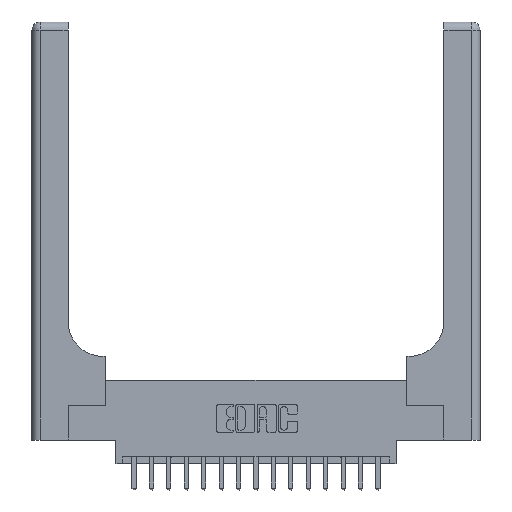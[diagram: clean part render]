
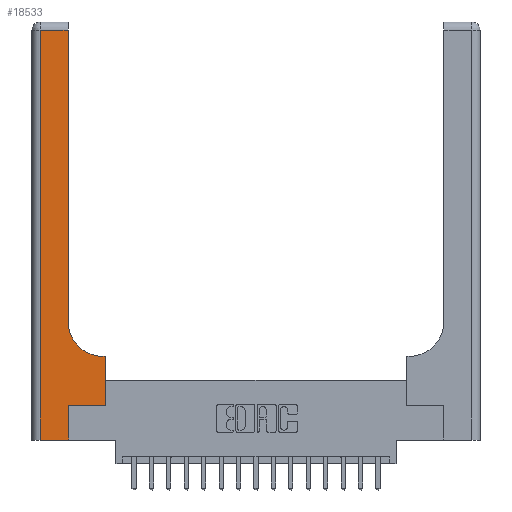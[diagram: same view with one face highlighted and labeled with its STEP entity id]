
A CAD part, top view. The second image highlights one B-rep face of the part: STEP entity #18533.
In plain terms, the highlighted planar face has unit normal (0, 0, 1).
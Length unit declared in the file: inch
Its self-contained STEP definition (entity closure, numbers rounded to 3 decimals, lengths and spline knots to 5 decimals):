
#113 = LINE ( 'NONE', #6084, #17072 ) ;
#303 = CARTESIAN_POINT ( 'NONE',  ( 0., 2.94, 0.37 ) ) ;
#342 = CARTESIAN_POINT ( 'NONE',  ( 0.06, 2.94, 0.37 ) ) ;
#360 = EDGE_CURVE ( 'NONE', #13942, #9280, #2064, .T. ) ;
#895 = CARTESIAN_POINT ( 'NONE',  ( 0.265, 0., 0.37 ) ) ;
#1107 = DIRECTION ( 'NONE',  ( 1., 0., 0. ) ) ;
#1219 = LINE ( 'NONE', #14956, #13960 ) ;
#2064 = LINE ( 'NONE', #895, #4788 ) ;
#2370 = ORIENTED_EDGE ( 'NONE', *, *, #3678, .T. ) ;
#3041 = LINE ( 'NONE', #303, #6546 ) ;
#3153 = AXIS2_PLACEMENT_3D ( 'NONE', #3882, #6924, #9932 ) ;
#3678 = EDGE_CURVE ( 'NONE', #17644, #6844, #1219, .T. ) ;
#3882 = CARTESIAN_POINT ( 'NONE',  ( 0., 3., 0.37 ) ) ;
#3905 = DIRECTION ( 'NONE',  ( 0., -1., 0. ) ) ;
#4788 = VECTOR ( 'NONE', #8030, 39.37008 ) ;
#4894 = ORIENTED_EDGE ( 'NONE', *, *, #10800, .T. ) ;
#5045 = CARTESIAN_POINT ( 'NONE',  ( 0.265, 0., 0.37 ) ) ;
#5149 = ORIENTED_EDGE ( 'NONE', *, *, #14946, .T. ) ;
#5181 = VERTEX_POINT ( 'NONE', #11817 ) ;
#5407 = CARTESIAN_POINT ( 'NONE',  ( 0.528, 0.25, 0.37 ) ) ;
#5409 = DIRECTION ( 'NONE',  ( 1., 0., 0. ) ) ;
#5892 = DIRECTION ( 'NONE',  ( 0., 1., 0. ) ) ;
#6084 = CARTESIAN_POINT ( 'NONE',  ( 0.26, 0.6, 0.37 ) ) ;
#6360 = DIRECTION ( 'NONE',  ( -1., 0., 0. ) ) ;
#6546 = VECTOR ( 'NONE', #6360, 39.37008 ) ;
#6844 = VERTEX_POINT ( 'NONE', #15182 ) ;
#6924 = DIRECTION ( 'NONE',  ( 0., 0., -1. ) ) ;
#7000 = DIRECTION ( 'NONE',  ( 1., 0., 0. ) ) ;
#7389 = EDGE_CURVE ( 'NONE', #5181, #17568, #15410, .T. ) ;
#7546 = LINE ( 'NONE', #10362, #12793 ) ;
#7731 = ORIENTED_EDGE ( 'NONE', *, *, #360, .T. ) ;
#7754 = CARTESIAN_POINT ( 'NONE',  ( 0.26, 2.94, 0.37 ) ) ;
#8030 = DIRECTION ( 'NONE',  ( 0., 1., 0. ) ) ;
#8208 = CARTESIAN_POINT ( 'NONE',  ( 0.06, 3., 0.37 ) ) ;
#8444 = VERTEX_POINT ( 'NONE', #342 ) ;
#8457 = CARTESIAN_POINT ( 'NONE',  ( 0., 0., 0.37 ) ) ;
#9280 = VERTEX_POINT ( 'NONE', #10727 ) ;
#9674 = LINE ( 'NONE', #8208, #13682 ) ;
#9742 = FACE_OUTER_BOUND ( 'NONE', #14252, .T. ) ;
#9932 = DIRECTION ( 'NONE',  ( -1., 0., 0. ) ) ;
#10121 = AXIS2_PLACEMENT_3D ( 'NONE', #15832, #14281, #5409 ) ;
#10279 = DIRECTION ( 'NONE',  ( 0., 1., 0. ) ) ;
#10362 = CARTESIAN_POINT ( 'NONE',  ( 0.26, 3., 0.37 ) ) ;
#10727 = CARTESIAN_POINT ( 'NONE',  ( 0.265, 0.25, 0.37 ) ) ;
#10800 = EDGE_CURVE ( 'NONE', #18563, #13942, #17315, .T. ) ;
#11193 = CARTESIAN_POINT ( 'NONE',  ( 0.06, 0., 0.37 ) ) ;
#11300 = EDGE_CURVE ( 'NONE', #9280, #17644, #17583, .T. ) ;
#11489 = PLANE ( 'NONE',  #3153 ) ;
#11522 = ORIENTED_EDGE ( 'NONE', *, *, #11300, .T. ) ;
#11531 = ORIENTED_EDGE ( 'NONE', *, *, #17901, .T. ) ;
#11817 = CARTESIAN_POINT ( 'NONE',  ( 0.51, 0.6, 0.37 ) ) ;
#12020 = DIRECTION ( 'NONE',  ( -1., 0., 0. ) ) ;
#12793 = VECTOR ( 'NONE', #5892, 39.37008 ) ;
#12816 = EDGE_CURVE ( 'NONE', #6844, #5181, #113, .T. ) ;
#13308 = ORIENTED_EDGE ( 'NONE', *, *, #16245, .T. ) ;
#13682 = VECTOR ( 'NONE', #3905, 39.37008 ) ;
#13942 = VERTEX_POINT ( 'NONE', #5045 ) ;
#13960 = VECTOR ( 'NONE', #10279, 39.37008 ) ;
#13984 = ORIENTED_EDGE ( 'NONE', *, *, #12816, .T. ) ;
#14165 = ORIENTED_EDGE ( 'NONE', *, *, #7389, .T. ) ;
#14252 = EDGE_LOOP ( 'NONE', ( #11531, #5149, #13308, #4894, #7731, #11522, #2370, #13984, #14165 ) ) ;
#14281 = DIRECTION ( 'NONE',  ( 0., 0., -1. ) ) ;
#14519 = VERTEX_POINT ( 'NONE', #7754 ) ;
#14564 = CARTESIAN_POINT ( 'NONE',  ( 0.26, 0.85, 0.37 ) ) ;
#14565 = CARTESIAN_POINT ( 'NONE',  ( 0.265, 0.25, 0.37 ) ) ;
#14946 = EDGE_CURVE ( 'NONE', #14519, #8444, #3041, .T. ) ;
#14956 = CARTESIAN_POINT ( 'NONE',  ( 0.528, 0.25, 0.37 ) ) ;
#15182 = CARTESIAN_POINT ( 'NONE',  ( 0.528, 0.6, 0.37 ) ) ;
#15410 = CIRCLE ( 'NONE', #10121, 0.25 ) ;
#15832 = CARTESIAN_POINT ( 'NONE',  ( 0.51, 0.85, 0.37 ) ) ;
#16245 = EDGE_CURVE ( 'NONE', #8444, #18563, #9674, .T. ) ;
#17072 = VECTOR ( 'NONE', #12020, 39.37008 ) ;
#17315 = LINE ( 'NONE', #8457, #18893 ) ;
#17330 = VECTOR ( 'NONE', #1107, 39.37008 ) ;
#17568 = VERTEX_POINT ( 'NONE', #14564 ) ;
#17583 = LINE ( 'NONE', #14565, #17330 ) ;
#17644 = VERTEX_POINT ( 'NONE', #5407 ) ;
#17901 = EDGE_CURVE ( 'NONE', #17568, #14519, #7546, .T. ) ;
#18533 = ADVANCED_FACE ( 'NONE', ( #9742 ), #11489, .F. ) ;
#18563 = VERTEX_POINT ( 'NONE', #11193 ) ;
#18893 = VECTOR ( 'NONE', #7000, 39.37008 ) ;
